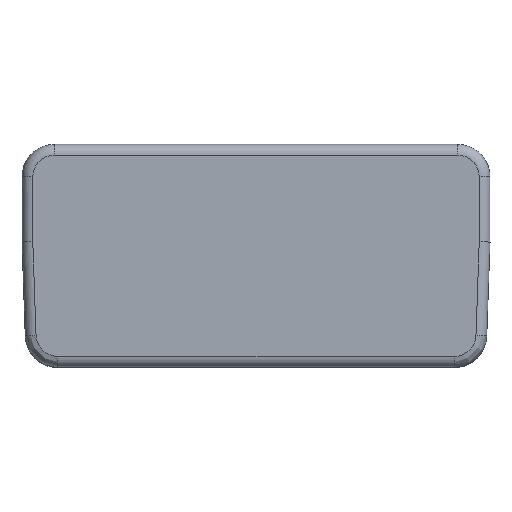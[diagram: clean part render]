
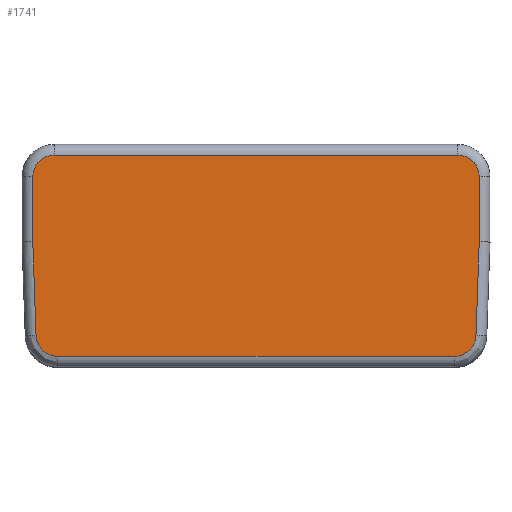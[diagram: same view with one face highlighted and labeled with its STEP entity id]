
A CAD part, top view. The second image highlights one B-rep face of the part: STEP entity #1741.
In plain terms, the highlighted planar face has unit normal (0, 0, 1).
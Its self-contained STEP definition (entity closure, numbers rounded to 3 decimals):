
#2=DIRECTION('',(0.,1.,0.));
#3=VECTOR('',#2,6.043);
#4=CARTESIAN_POINT('',(26.558,7.517,29.));
#5=LINE('',#4,#3);
#6=DIRECTION('',(0.035,0.999,0.));
#7=VECTOR('',#6,8.693);
#8=CARTESIAN_POINT('',(26.255,-1.17,29.));
#9=LINE('',#8,#7);
#10=CARTESIAN_POINT('',(24.256,-3.1,29.));
#11=CARTESIAN_POINT('',(24.43,-3.1,29.));
#12=CARTESIAN_POINT('',(24.766,-3.056,29.));
#13=CARTESIAN_POINT('',(25.247,-2.863,29.));
#14=CARTESIAN_POINT('',(25.661,-2.554,29.));
#15=CARTESIAN_POINT('',(25.984,-2.152,29.));
#16=CARTESIAN_POINT('',(26.193,-1.678,29.));
#17=CARTESIAN_POINT('',(26.249,-1.344,29.));
#18=CARTESIAN_POINT('',(26.255,-1.17,29.));
#20=DIRECTION('',(1.,0.,0.));
#21=VECTOR('',#20,36.805);
#22=CARTESIAN_POINT('',(-12.549,-3.1,29.));
#23=LINE('',#22,#21);
#24=CARTESIAN_POINT('',(-14.548,-1.17,29.));
#25=CARTESIAN_POINT('',(-14.542,-1.344,29.));
#26=CARTESIAN_POINT('',(-14.487,-1.678,29.));
#27=CARTESIAN_POINT('',(-14.277,-2.152,29.));
#28=CARTESIAN_POINT('',(-13.954,-2.555,29.));
#29=CARTESIAN_POINT('',(-13.54,-2.863,29.));
#30=CARTESIAN_POINT('',(-13.059,-3.056,29.));
#31=CARTESIAN_POINT('',(-12.723,-3.1,29.));
#32=CARTESIAN_POINT('',(-12.549,-3.1,29.));
#34=DIRECTION('',(0.035,-0.999,0.));
#35=VECTOR('',#34,8.693);
#36=CARTESIAN_POINT('',(-14.852,7.517,29.));
#37=LINE('',#36,#35);
#38=DIRECTION('',(0.,-1.,0.));
#39=VECTOR('',#38,6.043);
#40=CARTESIAN_POINT('',(-14.851,13.56,29.));
#41=LINE('',#40,#39);
#42=CARTESIAN_POINT('',(-12.851,13.56,29.));
#43=DIRECTION('',(0.,0.,1.));
#44=DIRECTION('',(0.,1.,0.));
#45=AXIS2_PLACEMENT_3D('',#42,#43,#44);
#47=DIRECTION('',(-1.,0.,0.));
#48=VECTOR('',#47,37.409);
#49=CARTESIAN_POINT('',(24.558,15.56,29.));
#50=LINE('',#49,#48);
#51=CARTESIAN_POINT('',(24.558,13.56,29.));
#52=DIRECTION('',(0.,0.,1.));
#53=DIRECTION('',(1.,0.,0.));
#54=AXIS2_PLACEMENT_3D('',#51,#52,#53);
#1482=CARTESIAN_POINT('',(26.558,7.517,29.));
#1483=CARTESIAN_POINT('',(26.558,13.56,29.));
#1484=VERTEX_POINT('',#1482);
#1485=VERTEX_POINT('',#1483);
#1490=CARTESIAN_POINT('',(24.558,15.56,29.));
#1491=VERTEX_POINT('',#1490);
#1494=CARTESIAN_POINT('',(-12.851,15.56,29.));
#1495=VERTEX_POINT('',#1494);
#1498=CARTESIAN_POINT('',(-14.851,13.56,29.));
#1499=VERTEX_POINT('',#1498);
#1504=CARTESIAN_POINT('',(-14.852,7.517,29.));
#1505=VERTEX_POINT('',#1504);
#1508=CARTESIAN_POINT('',(26.255,-1.17,29.));
#1509=VERTEX_POINT('',#1508);
#1510=VERTEX_POINT('',#10);
#1512=CARTESIAN_POINT('',(-12.549,-3.1,
29.));
#1513=VERTEX_POINT('',#1512);
#1516=VERTEX_POINT('',#24);
#1714=CARTESIAN_POINT('',(0.,0.,29.));
#1715=DIRECTION('',(0.,0.,1.));
#1716=DIRECTION('',(1.,0.,0.));
#1717=AXIS2_PLACEMENT_3D('',#1714,#1715,#1716);
#1718=PLANE('',#1717);
#1720=ORIENTED_EDGE('',*,*,#1719,.F.);
#1722=ORIENTED_EDGE('',*,*,#1721,.F.);
#1724=ORIENTED_EDGE('',*,*,#1723,.F.);
#1726=ORIENTED_EDGE('',*,*,#1725,.F.);
#1728=ORIENTED_EDGE('',*,*,#1727,.F.);
#1730=ORIENTED_EDGE('',*,*,#1729,.F.);
#1732=ORIENTED_EDGE('',*,*,#1731,.F.);
#1734=ORIENTED_EDGE('',*,*,#1733,.F.);
#1736=ORIENTED_EDGE('',*,*,#1735,.F.);
#1738=ORIENTED_EDGE('',*,*,#1737,.F.);
#1739=EDGE_LOOP('',(#1720,#1722,#1724,#1726,#1728,#1730,#1732,#1734,#1736,
#1738));
#1740=FACE_OUTER_BOUND('',#1739,.F.);
#1741=ADVANCED_FACE('',(#1740),#1718,.T.);
#19=B_SPLINE_CURVE_WITH_KNOTS('',3,(#10,#11,#12,#13,#14,#15,#16,#17,#18),
.UNSPECIFIED.,.F.,.F.,(4,1,1,1,1,1,4),(0.,0.167,0.333,
0.5,0.667,0.833,1.),.UNSPECIFIED.);
#33=B_SPLINE_CURVE_WITH_KNOTS('',3,(#24,#25,#26,#27,#28,#29,#30,#31,#32),
.UNSPECIFIED.,.F.,.F.,(4,1,1,1,1,1,4),(0.,0.167,0.333,
0.5,0.667,0.833,1.),.UNSPECIFIED.);
#46=CIRCLE('',#45,2.);
#55=CIRCLE('',#54,2.);
#1719=EDGE_CURVE('',#1484,#1485,#5,.T.);
#1721=EDGE_CURVE('',#1509,#1484,#9,.T.);
#1723=EDGE_CURVE('',#1510,#1509,#19,.T.);
#1725=EDGE_CURVE('',#1513,#1510,#23,.T.);
#1727=EDGE_CURVE('',#1516,#1513,#33,.T.);
#1729=EDGE_CURVE('',#1505,#1516,#37,.T.);
#1731=EDGE_CURVE('',#1499,#1505,#41,.T.);
#1733=EDGE_CURVE('',#1495,#1499,#46,.T.);
#1735=EDGE_CURVE('',#1491,#1495,#50,.T.);
#1737=EDGE_CURVE('',#1485,#1491,#55,.T.);
